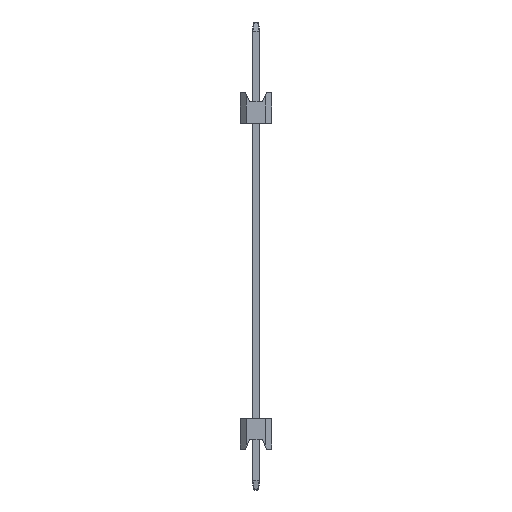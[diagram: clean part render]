
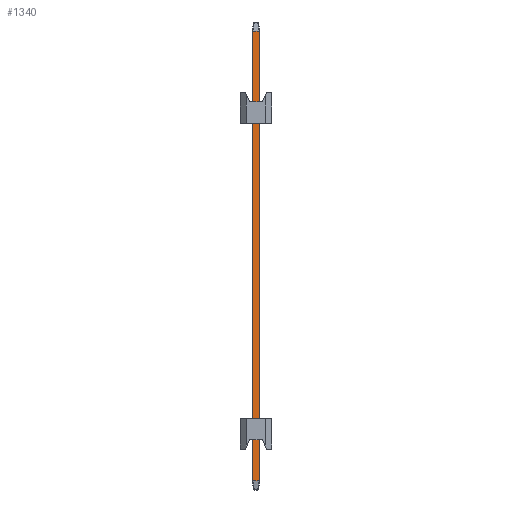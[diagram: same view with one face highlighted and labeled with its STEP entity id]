
A CAD part, left-side view. The second image highlights one B-rep face of the part: STEP entity #1340.
In plain terms, the highlighted planar face has unit normal (-1, 0, 0).
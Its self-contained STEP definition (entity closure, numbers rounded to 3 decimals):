
#270=FACE_OUTER_BOUND('',#334,.T.);
#334=EDGE_LOOP('',(#1079,#1080,#1081,#1082,#1083,#1084,#1085,#1086));
#385=LINE('',#1995,#541);
#394=LINE('',#2013,#550);
#424=LINE('',#2068,#580);
#437=LINE('',#2095,#593);
#440=LINE('',#2101,#596);
#443=LINE('',#2107,#599);
#459=LINE('',#2134,#615);
#460=LINE('',#2136,#616);
#541=VECTOR('',#1587,10.);
#550=VECTOR('',#1600,10.);
#580=VECTOR('',#1650,10.);
#593=VECTOR('',#1671,10.);
#596=VECTOR('',#1676,10.);
#599=VECTOR('',#1681,10.);
#615=VECTOR('',#1715,10.);
#616=VECTOR('',#1718,10.);
#695=VERTEX_POINT('',#1993);
#696=VERTEX_POINT('',#1994);
#703=VERTEX_POINT('',#2011);
#717=VERTEX_POINT('',#2063);
#725=VERTEX_POINT('',#2087);
#728=VERTEX_POINT('',#2093);
#730=VERTEX_POINT('',#2099);
#732=VERTEX_POINT('',#2105);
#793=EDGE_CURVE('',#695,#696,#385,.T.);
#802=EDGE_CURVE('',#703,#695,#394,.T.);
#832=EDGE_CURVE('',#696,#717,#424,.T.);
#845=EDGE_CURVE('',#728,#725,#437,.T.);
#848=EDGE_CURVE('',#730,#728,#440,.T.);
#851=EDGE_CURVE('',#732,#730,#443,.T.);
#867=EDGE_CURVE('',#725,#703,#459,.T.);
#868=EDGE_CURVE('',#717,#732,#460,.T.);
#1079=ORIENTED_EDGE('',*,*,#832,.F.);
#1080=ORIENTED_EDGE('',*,*,#793,.F.);
#1081=ORIENTED_EDGE('',*,*,#802,.F.);
#1082=ORIENTED_EDGE('',*,*,#867,.F.);
#1083=ORIENTED_EDGE('',*,*,#845,.F.);
#1084=ORIENTED_EDGE('',*,*,#848,.F.);
#1085=ORIENTED_EDGE('',*,*,#851,.F.);
#1086=ORIENTED_EDGE('',*,*,#868,.F.);
#1276=PLANE('',#1467);
#1340=ADVANCED_FACE('',(#270),#1276,.T.);
#1467=AXIS2_PLACEMENT_3D('',#2135,#1716,#1717);
#1587=DIRECTION('',(0.,0.,-1.));
#1600=DIRECTION('',(0.,-0.371,-0.928));
#1650=DIRECTION('',(0.,0.371,-0.928));
#1671=DIRECTION('',(0.,-0.371,0.928));
#1676=DIRECTION('',(0.,0.,1.));
#1681=DIRECTION('',(0.,0.371,0.928));
#1715=DIRECTION('',(0.,-1.,0.));
#1716=DIRECTION('center_axis',(-1.,0.,0.));
#1717=DIRECTION('ref_axis',(0.,-1.,0.));
#1718=DIRECTION('',(0.,1.,0.));
#1993=CARTESIAN_POINT('',(-0.32,-0.27,33.748));
#1994=CARTESIAN_POINT('',(-0.32,-0.27,-2.548));
#1995=CARTESIAN_POINT('',(-0.32,-0.27,0.));
#2011=CARTESIAN_POINT('',(-0.32,-0.269,33.75));
#2013=CARTESIAN_POINT('',(-0.32,-5.973,19.491));
#2063=CARTESIAN_POINT('',(-0.32,-0.269,-2.55));
#2068=CARTESIAN_POINT('',(-0.32,-0.593,-1.739));
#2087=CARTESIAN_POINT('',(-0.32,0.269,33.75));
#2093=CARTESIAN_POINT('',(-0.32,0.27,33.748));
#2095=CARTESIAN_POINT('',(-0.32,6.017,19.381));
#2099=CARTESIAN_POINT('',(-0.32,0.27,-2.548));
#2101=CARTESIAN_POINT('',(-0.32,0.27,0.));
#2105=CARTESIAN_POINT('',(-0.32,0.269,-2.55));
#2107=CARTESIAN_POINT('',(-0.32,0.637,-1.629));
#2134=CARTESIAN_POINT('',(-0.32,0.16,33.75));
#2135=CARTESIAN_POINT('Origin',(-0.32,0.32,0.));
#2136=CARTESIAN_POINT('',(-0.32,0.16,-2.55));
